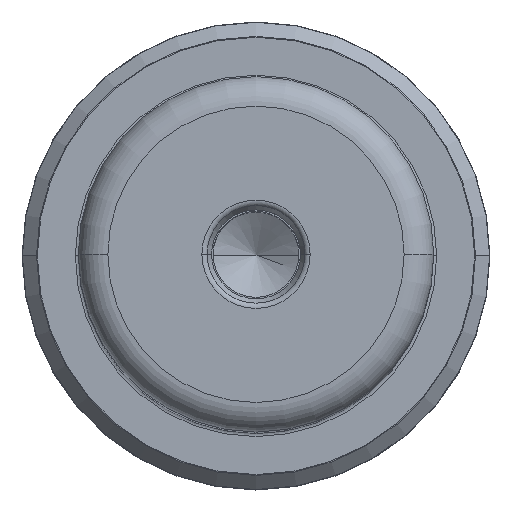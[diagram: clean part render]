
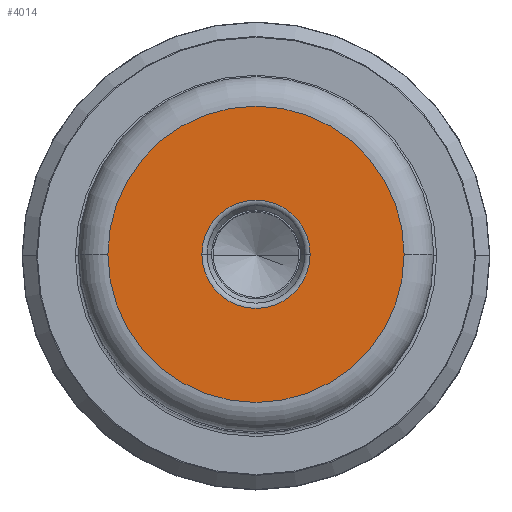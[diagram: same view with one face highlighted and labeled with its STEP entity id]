
A CAD part, top view. The second image highlights one B-rep face of the part: STEP entity #4014.
In plain terms, the highlighted planar face has unit normal (0, 0, 1).
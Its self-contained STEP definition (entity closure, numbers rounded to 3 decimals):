
#17 = CARTESIAN_POINT ( 'NONE',  ( 0., 0., 212. ) ) ;
#115 = CARTESIAN_POINT ( 'NONE',  ( 0., 0., 212. ) ) ;
#350 = ORIENTED_EDGE ( 'NONE', *, *, #4076, .T. ) ;
#354 = AXIS2_PLACEMENT_3D ( 'NONE', #1333, #3731, #3779 ) ;
#507 = VERTEX_POINT ( 'NONE', #2296 ) ;
#528 = AXIS2_PLACEMENT_3D ( 'NONE', #1720, #1671, #2688 ) ;
#593 = DIRECTION ( 'NONE',  ( 0., 0., -1. ) ) ;
#610 = DIRECTION ( 'NONE',  ( 1., 0., 0. ) ) ;
#654 = AXIS2_PLACEMENT_3D ( 'NONE', #17, #4374, #610 ) ;
#1116 = ORIENTED_EDGE ( 'NONE', *, *, #3174, .T. ) ;
#1247 = FACE_OUTER_BOUND ( 'NONE', #2970, .T. ) ;
#1333 = CARTESIAN_POINT ( 'NONE',  ( 0., 0., 212. ) ) ;
#1336 = VERTEX_POINT ( 'NONE', #3716 ) ;
#1671 = DIRECTION ( 'NONE',  ( 0., 0., 1. ) ) ;
#1720 = CARTESIAN_POINT ( 'NONE',  ( 0., 0., 212. ) ) ;
#1746 = CARTESIAN_POINT ( 'NONE',  ( -25.017, 0., 212. ) ) ;
#1840 = AXIS2_PLACEMENT_3D ( 'NONE', #115, #3326, #3975 ) ;
#1861 = CIRCLE ( 'NONE', #528, 25.017 ) ;
#1964 = CARTESIAN_POINT ( 'NONE',  ( 0., 0., 212. ) ) ;
#2279 = CIRCLE ( 'NONE', #354, 9.138 ) ;
#2296 = CARTESIAN_POINT ( 'NONE',  ( -9.138, 0., 212. ) ) ;
#2427 = VERTEX_POINT ( 'NONE', #1746 ) ;
#2643 = EDGE_LOOP ( 'NONE', ( #2993, #350 ) ) ;
#2686 = VERTEX_POINT ( 'NONE', #3100 ) ;
#2688 = DIRECTION ( 'NONE',  ( 1., 0., 0. ) ) ;
#2970 = EDGE_LOOP ( 'NONE', ( #3347, #1116 ) ) ;
#2983 = FACE_BOUND ( 'NONE', #2643, .T. ) ;
#2993 = ORIENTED_EDGE ( 'NONE', *, *, #3144, .T. ) ;
#3100 = CARTESIAN_POINT ( 'NONE',  ( 9.138, 0., 212. ) ) ;
#3144 = EDGE_CURVE ( 'NONE', #507, #2686, #2279, .T. ) ;
#3174 = EDGE_CURVE ( 'NONE', #2427, #1336, #1861, .T. ) ;
#3263 = EDGE_CURVE ( 'NONE', #1336, #2427, #3371, .T. ) ;
#3326 = DIRECTION ( 'NONE',  ( 0., 0., 1. ) ) ;
#3347 = ORIENTED_EDGE ( 'NONE', *, *, #3263, .T. ) ;
#3371 = CIRCLE ( 'NONE', #654, 25.017 ) ;
#3440 = AXIS2_PLACEMENT_3D ( 'NONE', #1964, #593, #4331 ) ;
#3716 = CARTESIAN_POINT ( 'NONE',  ( 25.017, 0., 212. ) ) ;
#3731 = DIRECTION ( 'NONE',  ( 0., 0., -1. ) ) ;
#3779 = DIRECTION ( 'NONE',  ( -1., 0., 0. ) ) ;
#3796 = CIRCLE ( 'NONE', #3440, 9.138 ) ;
#3975 = DIRECTION ( 'NONE',  ( 1., 0., 0. ) ) ;
#4014 = ADVANCED_FACE ( 'NONE', ( #2983, #1247 ), #4015, .T. ) ;
#4015 = PLANE ( 'NONE',  #1840 ) ;
#4076 = EDGE_CURVE ( 'NONE', #2686, #507, #3796, .T. ) ;
#4331 = DIRECTION ( 'NONE',  ( -1., 0., 0. ) ) ;
#4374 = DIRECTION ( 'NONE',  ( 0., 0., 1. ) ) ;
